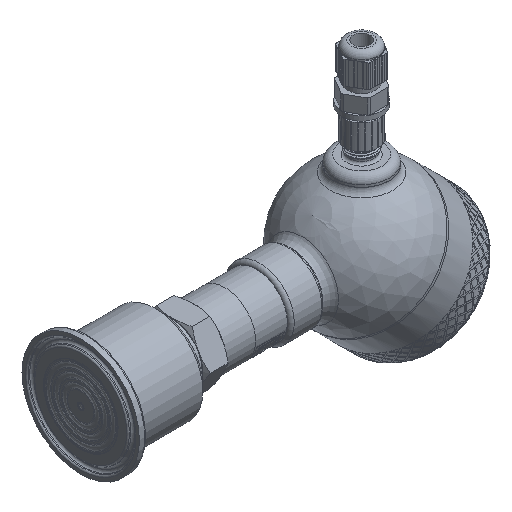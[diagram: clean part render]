
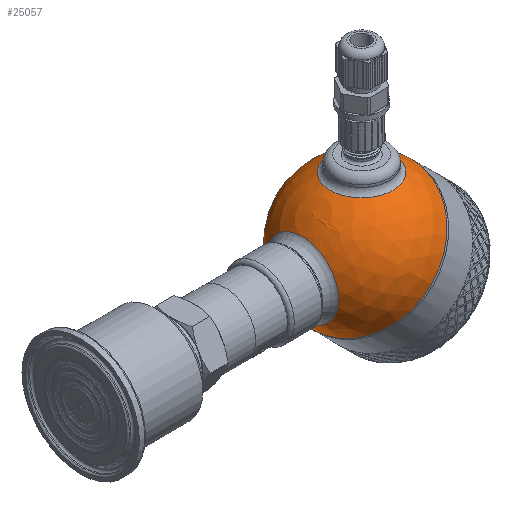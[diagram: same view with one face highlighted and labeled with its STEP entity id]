
A CAD part, isometric view. The second image highlights one B-rep face of the part: STEP entity #25057.
In plain terms, the highlighted spherical face has radius 30 mm.
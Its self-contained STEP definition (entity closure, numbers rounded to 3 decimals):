
#60=SPHERICAL_SURFACE('',#26616,30.);
#135=FACE_BOUND('',#3735,.T.);
#136=FACE_BOUND('',#3736,.T.);
#2079=FACE_OUTER_BOUND('',#3734,.T.);
#3734=EDGE_LOOP('',(#18612,#18613,#18614,#18615));
#3735=EDGE_LOOP('',(#18616));
#3736=EDGE_LOOP('',(#18617));
#5273=CIRCLE('',#26613,15.643);
#5276=CIRCLE('',#26617,30.);
#5277=CIRCLE('',#26618,30.);
#5278=CIRCLE('',#26619,30.);
#5279=CIRCLE('',#26620,13.5);
#10570=VERTEX_POINT('',#47775);
#10572=VERTEX_POINT('',#47781);
#10573=VERTEX_POINT('',#47782);
#10574=VERTEX_POINT('',#47784);
#10575=VERTEX_POINT('',#47787);
#13564=EDGE_CURVE('',#10570,#10570,#5273,.T.);
#13567=EDGE_CURVE('',#10572,#10573,#5276,.T.);
#13568=EDGE_CURVE('',#10572,#10574,#5277,.T.);
#13569=EDGE_CURVE('',#10573,#10572,#5278,.T.);
#13570=EDGE_CURVE('',#10575,#10575,#5279,.T.);
#18612=ORIENTED_EDGE('',*,*,#13567,.F.);
#18613=ORIENTED_EDGE('',*,*,#13568,.T.);
#18614=ORIENTED_EDGE('',*,*,#13568,.F.);
#18615=ORIENTED_EDGE('',*,*,#13569,.F.);
#18616=ORIENTED_EDGE('',*,*,#13564,.F.);
#18617=ORIENTED_EDGE('',*,*,#13570,.F.);
#25057=ADVANCED_FACE('',(#2079,#135,#136),#60,.T.);
#26613=AXIS2_PLACEMENT_3D('',#47776,#28487,#28488);
#26616=AXIS2_PLACEMENT_3D('',#47780,#28493,#28494);
#26617=AXIS2_PLACEMENT_3D('',#47783,#28495,#28496);
#26618=AXIS2_PLACEMENT_3D('',#47785,#28497,#28498);
#26619=AXIS2_PLACEMENT_3D('',#47786,#28499,#28500);
#26620=AXIS2_PLACEMENT_3D('',#47788,#28501,#28502);
#28487=DIRECTION('center_axis',(-0.707,0.,0.707));
#28488=DIRECTION('ref_axis',(0.707,0.,0.707));
#28493=DIRECTION('center_axis',(1.,0.,0.));
#28494=DIRECTION('ref_axis',(0.,-1.,0.));
#28495=DIRECTION('center_axis',(1.,0.,0.));
#28496=DIRECTION('ref_axis',(0.,1.,0.));
#28497=DIRECTION('center_axis',(0.,0.,1.));
#28498=DIRECTION('ref_axis',(0.,1.,0.));
#28499=DIRECTION('center_axis',(1.,0.,0.));
#28500=DIRECTION('ref_axis',(0.,1.,0.));
#28501=DIRECTION('center_axis',(-0.707,0.,-0.707));
#28502=DIRECTION('ref_axis',(-0.707,0.,0.707));
#47775=CARTESIAN_POINT('',(-29.162,0.,7.04));
#47776=CARTESIAN_POINT('Origin',(-18.101,0.,18.101));
#47780=CARTESIAN_POINT('Origin',(0.,0.,0.));
#47781=CARTESIAN_POINT('',(0.,30.,0.));
#47782=CARTESIAN_POINT('',(0.,-30.,0.));
#47783=CARTESIAN_POINT('Origin',(0.,0.,0.));
#47784=CARTESIAN_POINT('',(-30.,0.,0.));
#47785=CARTESIAN_POINT('Origin',(0.,0.,0.));
#47786=CARTESIAN_POINT('Origin',(0.,0.,0.));
#47787=CARTESIAN_POINT('',(-9.398,0.,-28.49));
#47788=CARTESIAN_POINT('Origin',(-18.944,0.,-18.944));
